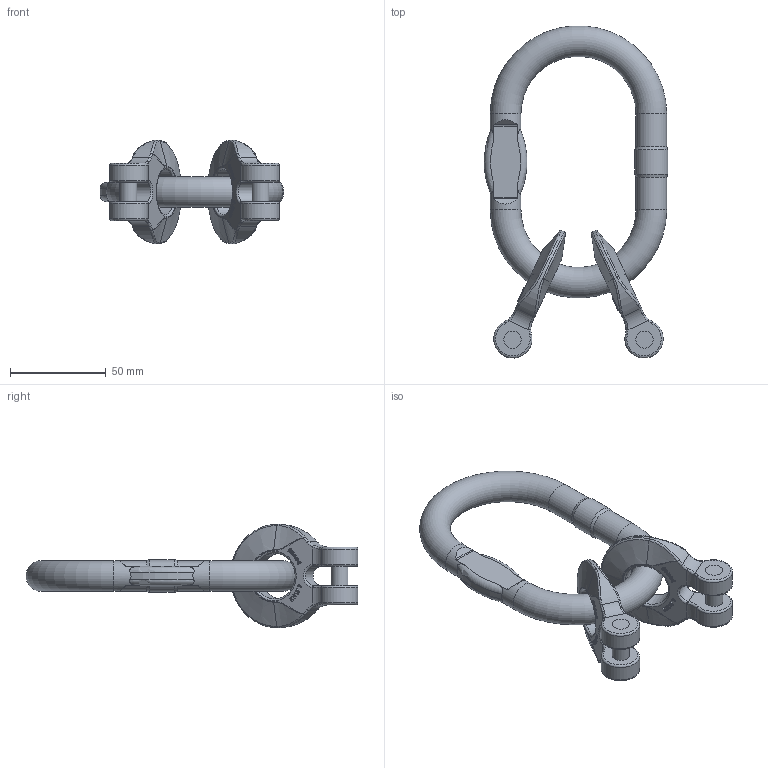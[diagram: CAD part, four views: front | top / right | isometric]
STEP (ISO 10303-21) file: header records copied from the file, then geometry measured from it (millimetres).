
FILE_DESCRIPTION(/* description */ (''),/* implementation_level */ '2;1');
FILE_NAME(/* name */ 'pewag_KAGW_2-7',/* time_stamp */ '2010-03-01T14:28:37+01:00',/* author */ (''),/* organization */ (''),/* preprocessor_version */ 'ST-DEVELOPER v9',/* originating_system */ 'UGS - NX 4.0',/* authorisation */ '');
FILE_SCHEMA (('AUTOMOTIVE_DESIGN { 1 0 10303 214 1 1 1 1 }'));
Length unit declared in the file: millimetre
Products named in the file (1): ritC3FElcqd
Bounding box: 95.76 x 173.14 x 54 mm (x, y, z)
Volume: 111351.2 mm3; surface area: 34948.2 mm2
Topology: 5 solids, 5 shells, 503 faces, 1315 edges, 848 vertices
Faces by surface type: plane 190, extrusion 154, bspline 64, torus 54, cylinder 39, cone 2
Full cylindrical faces by diameter (mm): 9 x6, 16 x4, 17.2 x1, 24 x2
Entity records: 18691 total; most frequent: CARTESIAN_POINT 7672, ORIENTED_EDGE 2580, DIRECTION 1596, EDGE_CURVE 1290, VERTEX_POINT 844, B_SPLINE_CURVE_WITH_KNOTS 770, VECTOR 632, EDGE_LOOP 564
